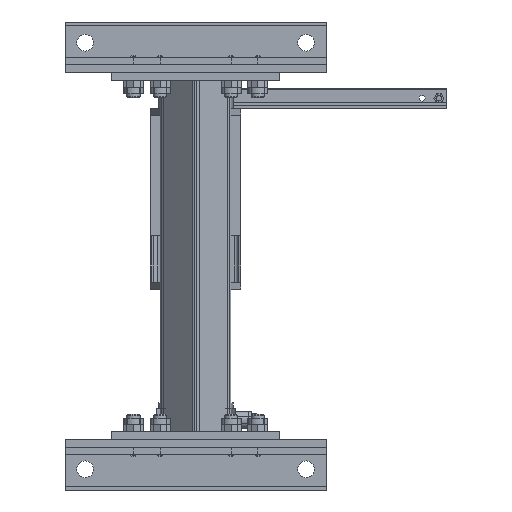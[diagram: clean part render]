
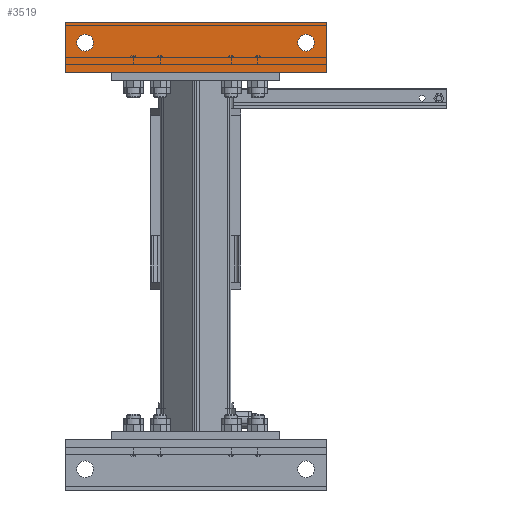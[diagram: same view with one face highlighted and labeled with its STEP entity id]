
A CAD part, left-side view. The second image highlights one B-rep face of the part: STEP entity #3519.
In plain terms, the highlighted face is planar.
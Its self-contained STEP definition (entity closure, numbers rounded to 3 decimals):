
#3519=ADVANCED_FACE('',(#6383,#6384,#6385),#6386,.T.);
#6383=FACE_BOUND('',#9170,.T.);
#6384=FACE_BOUND('',#9171,.T.);
#6385=FACE_OUTER_BOUND('',#9172,.T.);
#6386=PLANE('',#9173);
#9170=EDGE_LOOP('',(#14286));
#9171=EDGE_LOOP('',(#14287));
#9172=EDGE_LOOP('',(#14288,#14289,#14290,#14291));
#9173=AXIS2_PLACEMENT_3D('',#14292,#14293,#14294);
#14286=ORIENTED_EDGE('',*,*,#17640,.T.);
#14287=ORIENTED_EDGE('',*,*,#16102,.T.);
#14288=ORIENTED_EDGE('',*,*,#17124,.T.);
#14289=ORIENTED_EDGE('',*,*,#17021,.F.);
#14290=ORIENTED_EDGE('',*,*,#17580,.T.);
#14291=ORIENTED_EDGE('',*,*,#16582,.T.);
#14292=CARTESIAN_POINT('',(37.5,0.,0.));
#14293=DIRECTION('',(0.,-1.,0.));
#14294=DIRECTION('',(1.,0.,0.));
#16102=EDGE_CURVE('',#18591,#18591,#18592,.T.);
#16582=EDGE_CURVE('',#19362,#19360,#19363,.T.);
#17021=EDGE_CURVE('',#20009,#20004,#20011,.T.);
#17124=EDGE_CURVE('',#19360,#20004,#20147,.T.);
#17580=EDGE_CURVE('',#20009,#19362,#20722,.T.);
#17640=EDGE_CURVE('',#20788,#20788,#20789,.T.);
#18591=VERTEX_POINT('',#22759);
#18592=CIRCLE('',#22760,12.5);
#19360=VERTEX_POINT('',#24646);
#19362=VERTEX_POINT('',#24649);
#19363=LINE('',#24650,#24651);
#20004=VERTEX_POINT('',#26443);
#20009=VERTEX_POINT('',#26450);
#20011=LINE('',#26453,#26454);
#20147=LINE('',#26755,#26756);
#20722=LINE('',#28084,#28085);
#20788=VERTEX_POINT('',#28248);
#20789=CIRCLE('',#28249,12.5);
#22759=CARTESIAN_POINT('',(56.5,0.,360.));
#22760=AXIS2_PLACEMENT_3D('',#29383,#29384,#29385);
#24646=CARTESIAN_POINT('',(75.,0.,390.));
#24649=CARTESIAN_POINT('',(75.,0.,0.));
#24650=CARTESIAN_POINT('',(75.,0.,0.));
#24651=VECTOR('',#29878,1.);
#26443=CARTESIAN_POINT('',(0.,0.,390.));
#26450=CARTESIAN_POINT('',(0.,0.,0.));
#26453=CARTESIAN_POINT('',(0.,0.,0.));
#26454=VECTOR('',#30292,1.);
#26755=CARTESIAN_POINT('',(0.,0.,390.));
#26756=VECTOR('',#30407,1.);
#28084=CARTESIAN_POINT('',(0.,0.,0.));
#28085=VECTOR('',#30855,1.);
#28248=CARTESIAN_POINT('',(56.5,0.,30.));
#28249=AXIS2_PLACEMENT_3D('',#30890,#30891,#30892);
#29383=CARTESIAN_POINT('',(44.,0.,360.));
#29384=DIRECTION('',(0.,1.,0.));
#29385=DIRECTION('',(1.,0.,0.));
#29878=DIRECTION('',(0.,0.,1.));
#30292=DIRECTION('',(0.,0.,1.));
#30407=DIRECTION('',(-1.,0.,0.));
#30855=DIRECTION('',(1.,0.,0.));
#30890=CARTESIAN_POINT('',(44.,0.,30.));
#30891=DIRECTION('',(0.,1.,0.));
#30892=DIRECTION('',(1.,0.,0.));
